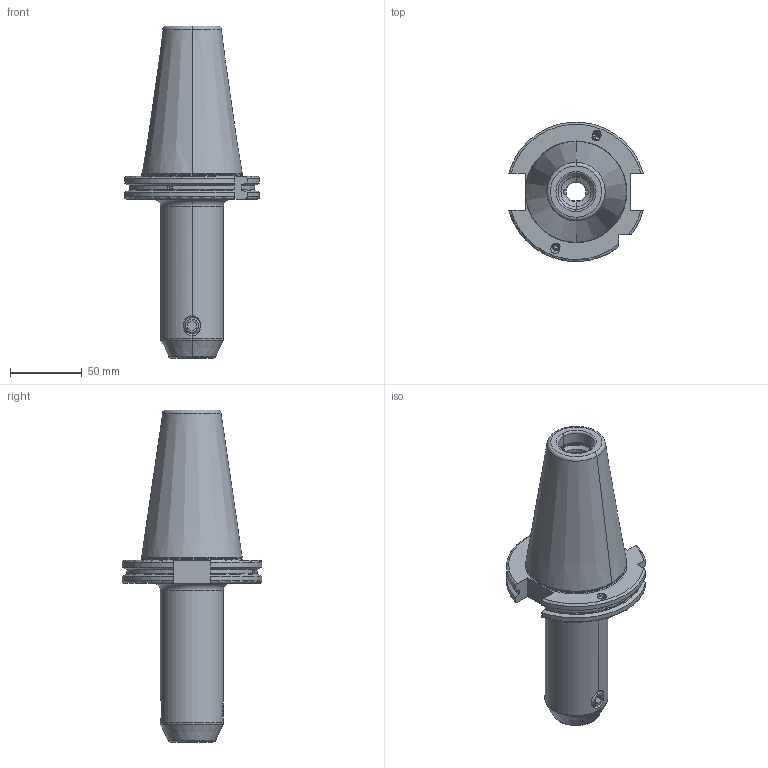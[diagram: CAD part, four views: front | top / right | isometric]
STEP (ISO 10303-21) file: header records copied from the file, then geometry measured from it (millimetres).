
FILE_DESCRIPTION((''),'2;1');
FILE_NAME('503_04_14_130_K','2021-03-31T',('103090'),(''),'CREO PARAMETRIC BY PTC INC, 2016260','CREO PARAMETRIC BY PTC INC, 2016260','');
FILE_SCHEMA(('CONFIG_CONTROL_DESIGN'));
Length unit declared in the file: millimetre
Products named in the file (1): 503_04_14_130_K
Bounding box: 94.05 x 97.31 x 231.75 mm (x, y, z)
Volume: 453387.4 mm3; surface area: 65510.2 mm2
Topology: 1 solids, 1 shells, 215 faces, 554 edges, 343 vertices
Faces by surface type: plane 64, cylinder 59, cone 46, torus 44, sphere 2
Entity records: 7333 total; most frequent: CARTESIAN_POINT 2178, ORIENTED_EDGE 1086, DIRECTION 1069, EDGE_CURVE 543, AXIS2_PLACEMENT_3D 435, VERTEX_POINT 337, EDGE_LOOP 228, CIRCLE 217
